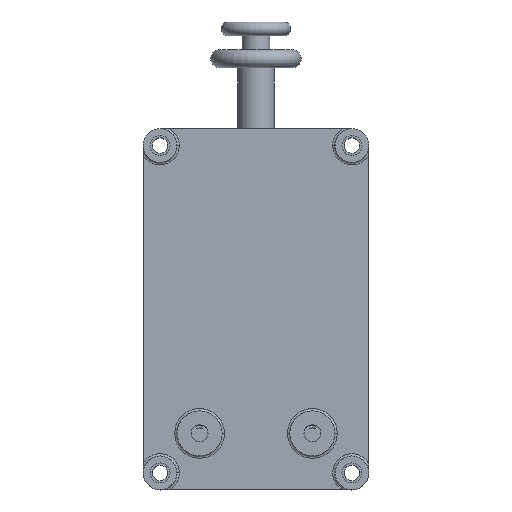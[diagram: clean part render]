
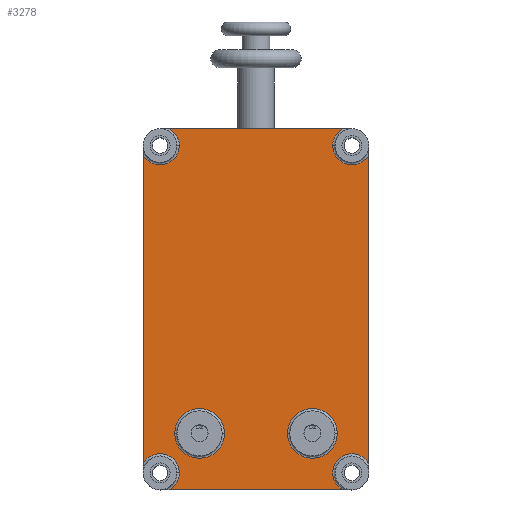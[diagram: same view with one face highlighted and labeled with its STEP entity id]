
A CAD part, top view. The second image highlights one B-rep face of the part: STEP entity #3278.
In plain terms, the highlighted planar face has unit normal (0, 0, 1).
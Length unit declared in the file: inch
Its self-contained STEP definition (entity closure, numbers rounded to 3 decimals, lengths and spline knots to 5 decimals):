
#141 = LINE ( 'NONE', #3701, #143 ) ;
#143 = VECTOR ( 'NONE', #3710, 39.37008 ) ;
#225 = VECTOR ( 'NONE', #698, 39.37008 ) ;
#226 = VECTOR ( 'NONE', #730, 39.37008 ) ;
#228 = LINE ( 'NONE', #689, #225 ) ;
#232 = LINE ( 'NONE', #712, #233 ) ;
#233 = VECTOR ( 'NONE', #713, 39.37008 ) ;
#239 = LINE ( 'NONE', #719, #226 ) ;
#289 = CIRCLE ( 'NONE', #3430, 0.425 ) ;
#294 = CIRCLE ( 'NONE', #3432, 0.425 ) ;
#300 = CIRCLE ( 'NONE', #3429, 0.55 ) ;
#303 = CIRCLE ( 'NONE', #3437, 0.55 ) ;
#306 = CIRCLE ( 'NONE', #3436, 0.425 ) ;
#406 = CARTESIAN_POINT ( 'NONE',  ( -2.125, 3.625, 0.9 ) ) ;
#412 = DIRECTION ( 'NONE',  ( 0., 0., -1. ) ) ;
#413 = DIRECTION ( 'NONE',  ( 1., 0., 0. ) ) ;
#418 = CARTESIAN_POINT ( 'NONE',  ( 2.125, 3.625, 0.9 ) ) ;
#425 = DIRECTION ( 'NONE',  ( 0., 0., -1. ) ) ;
#426 = DIRECTION ( 'NONE',  ( 1., 0., 0. ) ) ;
#430 = CARTESIAN_POINT ( 'NONE',  ( 1.25, -2.75, 0.9 ) ) ;
#436 = CARTESIAN_POINT ( 'NONE',  ( -1.25, -2.75, 0.9 ) ) ;
#437 = DIRECTION ( 'NONE',  ( 0., 0., -1. ) ) ;
#438 = DIRECTION ( 'NONE',  ( 1., 0., 0. ) ) ;
#443 = DIRECTION ( 'NONE',  ( 0., 0., -1. ) ) ;
#444 = DIRECTION ( 'NONE',  ( 1., 0., 0. ) ) ;
#460 = CARTESIAN_POINT ( 'NONE',  ( -2.125, -3.625, 0.9 ) ) ;
#468 = DIRECTION ( 'NONE',  ( 0., 0., -1. ) ) ;
#469 = DIRECTION ( 'NONE',  ( 1., 0., 0. ) ) ;
#689 = CARTESIAN_POINT ( 'NONE',  ( 2.5, 4., 0.9 ) ) ;
#698 = DIRECTION ( 'NONE',  ( 0., 1., 0. ) ) ;
#712 = CARTESIAN_POINT ( 'NONE',  ( -2.5, 4., 0.9 ) ) ;
#713 = DIRECTION ( 'NONE',  ( -1., 0., 0. ) ) ;
#719 = CARTESIAN_POINT ( 'NONE',  ( -2.5, 4., 0.9 ) ) ;
#730 = DIRECTION ( 'NONE',  ( 0., -1., 0. ) ) ;
#972 = CIRCLE ( 'NONE', #3509, 0.425 ) ;
#1109 = FACE_BOUND ( 'NONE', #2579, .T. ) ;
#1117 = FACE_BOUND ( 'NONE', #2599, .T. ) ;
#1119 = FACE_OUTER_BOUND ( 'NONE', #2600, .T. ) ;
#1340 = CARTESIAN_POINT ( 'NONE',  ( 2.125, -3.625, 0.9 ) ) ;
#1347 = DIRECTION ( 'NONE',  ( 0., 0., -1. ) ) ;
#1348 = DIRECTION ( 'NONE',  ( 1., 0., 0. ) ) ;
#1565 = CARTESIAN_POINT ( 'NONE',  ( -1.7, 3.625, 0.9 ) ) ;
#1574 = CARTESIAN_POINT ( 'NONE',  ( -1.925, 4., 0.9 ) ) ;
#1577 = CARTESIAN_POINT ( 'NONE',  ( 1.7, 3.625, 0.9 ) ) ;
#1578 = CARTESIAN_POINT ( 'NONE',  ( 2.5, 3.425, 0.9 ) ) ;
#1581 = CARTESIAN_POINT ( 'NONE',  ( -1.8, -2.75, 0.9 ) ) ;
#1582 = CARTESIAN_POINT ( 'NONE',  ( -0.7, -2.75, 0.9 ) ) ;
#1585 = CARTESIAN_POINT ( 'NONE',  ( 0.7, -2.75, 0.9 ) ) ;
#1586 = CARTESIAN_POINT ( 'NONE',  ( 1.8, -2.75, 0.9 ) ) ;
#1589 = CARTESIAN_POINT ( 'NONE',  ( -1.7, -3.625, 0.9 ) ) ;
#1590 = CARTESIAN_POINT ( 'NONE',  ( -2.5, -3.425, 0.9 ) ) ;
#1606 = CARTESIAN_POINT ( 'NONE',  ( -2.5, 3.425, 0.9 ) ) ;
#1611 = CARTESIAN_POINT ( 'NONE',  ( 1.925, -4., 0.9 ) ) ;
#1612 = CARTESIAN_POINT ( 'NONE',  ( -1.925, -4., 0.9 ) ) ;
#1618 = CARTESIAN_POINT ( 'NONE',  ( 2.5, -3.425, 0.9 ) ) ;
#1658 = CARTESIAN_POINT ( 'NONE',  ( 0., 0., 0.9 ) ) ;
#1659 = PLANE ( 'NONE',  #3587 ) ;
#1660 = DIRECTION ( 'NONE',  ( 0., 0., 1. ) ) ;
#1661 = DIRECTION ( 'NONE',  ( 1., 0., 0. ) ) ;
#1854 = CARTESIAN_POINT ( 'NONE',  ( 1.25, -2.75, 0.9 ) ) ;
#1857 = CARTESIAN_POINT ( 'NONE',  ( -1.25, -2.75, 0.9 ) ) ;
#1860 = CARTESIAN_POINT ( 'NONE',  ( 2.125, 3.625, 0.9 ) ) ;
#1861 = DIRECTION ( 'NONE',  ( 0., 0., -1. ) ) ;
#1862 = DIRECTION ( 'NONE',  ( 1., 0., 0. ) ) ;
#1863 = CARTESIAN_POINT ( 'NONE',  ( -2.125, 3.625, 0.9 ) ) ;
#1864 = DIRECTION ( 'NONE',  ( 0., 0., -1. ) ) ;
#1865 = DIRECTION ( 'NONE',  ( 1., 0., 0. ) ) ;
#1866 = CARTESIAN_POINT ( 'NONE',  ( -2.125, -3.625, 0.9 ) ) ;
#1867 = DIRECTION ( 'NONE',  ( 0., 0., -1. ) ) ;
#1868 = DIRECTION ( 'NONE',  ( 1., 0., 0. ) ) ;
#1870 = DIRECTION ( 'NONE',  ( 0., 0., -1. ) ) ;
#1871 = DIRECTION ( 'NONE',  ( 1., 0., 0. ) ) ;
#1873 = DIRECTION ( 'NONE',  ( 0., 0., -1. ) ) ;
#1874 = DIRECTION ( 'NONE',  ( 1., 0., 0. ) ) ;
#1953 = AXIS2_PLACEMENT_3D ( 'NONE', #1854, #1861, #1862 ) ;
#1954 = AXIS2_PLACEMENT_3D ( 'NONE', #1857, #1864, #1865 ) ;
#1955 = AXIS2_PLACEMENT_3D ( 'NONE', #1860, #1867, #1868 ) ;
#1956 = AXIS2_PLACEMENT_3D ( 'NONE', #1863, #1870, #1871 ) ;
#1957 = AXIS2_PLACEMENT_3D ( 'NONE', #1866, #1873, #1874 ) ;
#2007 = CIRCLE ( 'NONE', #1953, 0.55 ) ;
#2008 = CIRCLE ( 'NONE', #1954, 0.55 ) ;
#2009 = CIRCLE ( 'NONE', #1955, 0.425 ) ;
#2010 = CIRCLE ( 'NONE', #1956, 0.425 ) ;
#2011 = CIRCLE ( 'NONE', #1957, 0.425 ) ;
#2579 = EDGE_LOOP ( 'NONE', ( #2687, #2688 ) ) ;
#2599 = EDGE_LOOP ( 'NONE', ( #2689, #2690 ) ) ;
#2600 = EDGE_LOOP ( 'NONE', ( #2691, #2692, #2693, #2694, #2695, #2696, #2697, #2698, #2699, #2700, #2701 ) ) ;
#2687 = ORIENTED_EDGE ( 'NONE', *, *, #2990, .T. ) ;
#2688 = ORIENTED_EDGE ( 'NONE', *, *, #3340, .T. ) ;
#2689 = ORIENTED_EDGE ( 'NONE', *, *, #2988, .T. ) ;
#2690 = ORIENTED_EDGE ( 'NONE', *, *, #3341, .T. ) ;
#2691 = ORIENTED_EDGE ( 'NONE', *, *, #2891, .T. ) ;
#2692 = ORIENTED_EDGE ( 'NONE', *, *, #3102, .T. ) ;
#2693 = ORIENTED_EDGE ( 'NONE', *, *, #2950, .T. ) ;
#2694 = ORIENTED_EDGE ( 'NONE', *, *, #2983, .T. ) ;
#2695 = ORIENTED_EDGE ( 'NONE', *, *, #3342, .T. ) ;
#2696 = ORIENTED_EDGE ( 'NONE', *, *, #2953, .T. ) ;
#2697 = ORIENTED_EDGE ( 'NONE', *, *, #2978, .T. ) ;
#2698 = ORIENTED_EDGE ( 'NONE', *, *, #3343, .T. ) ;
#2699 = ORIENTED_EDGE ( 'NONE', *, *, #2957, .T. ) ;
#2700 = ORIENTED_EDGE ( 'NONE', *, *, #2995, .T. ) ;
#2701 = ORIENTED_EDGE ( 'NONE', *, *, #3344, .T. ) ;
#2879 = VERTEX_POINT ( 'NONE', #3687 ) ;
#2891 = EDGE_CURVE ( 'NONE', #3217, #3216, #141, .T. ) ;
#2950 = EDGE_CURVE ( 'NONE', #3221, #3183, #228, .T. ) ;
#2953 = EDGE_CURVE ( 'NONE', #2879, #3179, #232, .T. ) ;
#2957 = EDGE_CURVE ( 'NONE', #3211, #3195, #239, .T. ) ;
#2978 = EDGE_CURVE ( 'NONE', #3179, #3178, #289, .T. ) ;
#2983 = EDGE_CURVE ( 'NONE', #3183, #3182, #294, .T. ) ;
#2988 = EDGE_CURVE ( 'NONE', #3187, #3186, #300, .T. ) ;
#2990 = EDGE_CURVE ( 'NONE', #3191, #3190, #303, .T. ) ;
#2995 = EDGE_CURVE ( 'NONE', #3195, #3194, #306, .T. ) ;
#3102 = EDGE_CURVE ( 'NONE', #3216, #3221, #972, .T. ) ;
#3178 = VERTEX_POINT ( 'NONE', #1565 ) ;
#3179 = VERTEX_POINT ( 'NONE', #1574 ) ;
#3182 = VERTEX_POINT ( 'NONE', #1577 ) ;
#3183 = VERTEX_POINT ( 'NONE', #1578 ) ;
#3186 = VERTEX_POINT ( 'NONE', #1581 ) ;
#3187 = VERTEX_POINT ( 'NONE', #1582 ) ;
#3190 = VERTEX_POINT ( 'NONE', #1585 ) ;
#3191 = VERTEX_POINT ( 'NONE', #1586 ) ;
#3194 = VERTEX_POINT ( 'NONE', #1589 ) ;
#3195 = VERTEX_POINT ( 'NONE', #1590 ) ;
#3211 = VERTEX_POINT ( 'NONE', #1606 ) ;
#3216 = VERTEX_POINT ( 'NONE', #1611 ) ;
#3217 = VERTEX_POINT ( 'NONE', #1612 ) ;
#3221 = VERTEX_POINT ( 'NONE', #1618 ) ;
#3278 = ADVANCED_FACE ( 'NONE', ( #1109, #1117, #1119 ), #1659, .T. ) ;
#3340 = EDGE_CURVE ( 'NONE', #3190, #3191, #2007, .T. ) ;
#3341 = EDGE_CURVE ( 'NONE', #3186, #3187, #2008, .T. ) ;
#3342 = EDGE_CURVE ( 'NONE', #3182, #2879, #2009, .T. ) ;
#3343 = EDGE_CURVE ( 'NONE', #3178, #3211, #2010, .T. ) ;
#3344 = EDGE_CURVE ( 'NONE', #3194, #3217, #2011, .T. ) ;
#3429 = AXIS2_PLACEMENT_3D ( 'NONE', #436, #437, #438 ) ;
#3430 = AXIS2_PLACEMENT_3D ( 'NONE', #406, #412, #413 ) ;
#3432 = AXIS2_PLACEMENT_3D ( 'NONE', #418, #425, #426 ) ;
#3436 = AXIS2_PLACEMENT_3D ( 'NONE', #460, #468, #469 ) ;
#3437 = AXIS2_PLACEMENT_3D ( 'NONE', #430, #443, #444 ) ;
#3509 = AXIS2_PLACEMENT_3D ( 'NONE', #1340, #1347, #1348 ) ;
#3587 = AXIS2_PLACEMENT_3D ( 'NONE', #1658, #1660, #1661 ) ;
#3687 = CARTESIAN_POINT ( 'NONE',  ( 1.925, 4., 0.9 ) ) ;
#3701 = CARTESIAN_POINT ( 'NONE',  ( -2.5, -4., 0.9 ) ) ;
#3710 = DIRECTION ( 'NONE',  ( 1., 0., 0. ) ) ;
